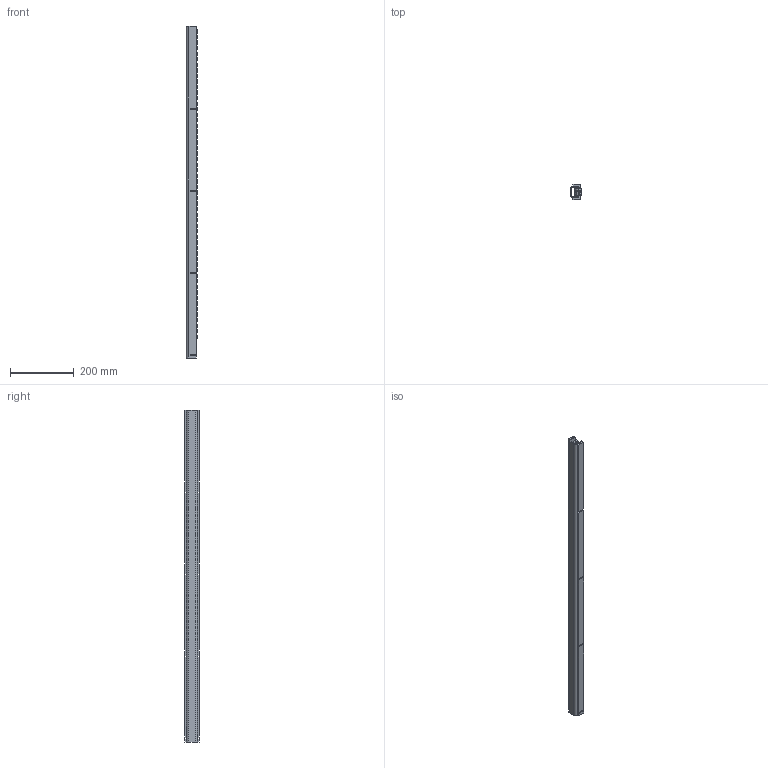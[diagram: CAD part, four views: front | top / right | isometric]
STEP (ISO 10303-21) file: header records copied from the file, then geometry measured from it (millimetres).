
FILE_DESCRIPTION (( 'STEP AP214' ), '1' );
FILE_NAME ('Rexnord-64531.STEP', '2023-08-01T07:19:25', ( '' ), ( '' ), 'SwSTEP 2.0', 'SolidWorks 2022', '' );
FILE_SCHEMA (( 'AUTOMOTIVE_DESIGN' ));
Length unit declared in the file: millimetre
Products named in the file (3): Rexnord-64531_ROLLER_1; Rexnord-64531; Rexnord-64531_SIDE GUIDE_1
Assembly tree (57 placements, depth 2):
  Rexnord-64531
    Rexnord-64531_SIDE GUIDE_1
    Rexnord-64531_ROLLER_1  x56
Bounding box: 35 x 46.5 x 1041 mm (x, y, z)
Volume: 740331 mm3; surface area: 338882.3 mm2
Topology: 57 solids, 57 shells, 726 faces, 1500 edges, 1000 vertices
Faces by surface type: cylinder 452, plane 274
Entity records: 2622 total; most frequent: DIRECTION 456, CARTESIAN_POINT 426, ORIENTED_EDGE 360, EDGE_CURVE 180, LINE 156, VECTOR 156, AXIS2_PLACEMENT_3D 150, VERTEX_POINT 120
